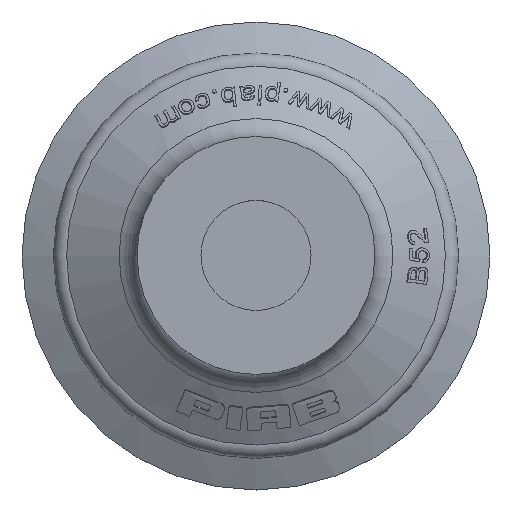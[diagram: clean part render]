
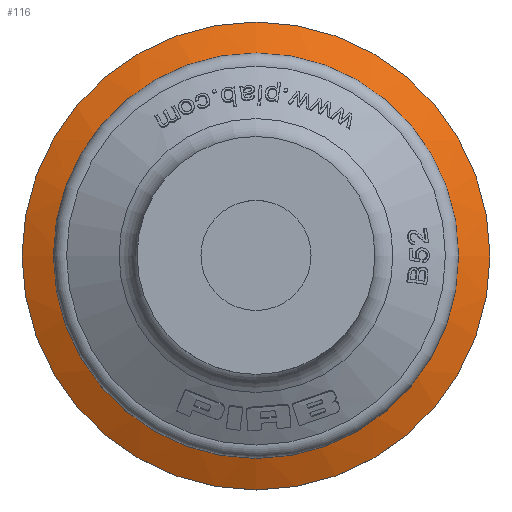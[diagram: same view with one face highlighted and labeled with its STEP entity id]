
A CAD part, top view. The second image highlights one B-rep face of the part: STEP entity #116.
In plain terms, the highlighted conical face has half-angle 64.804 degrees and reference radius 26.555 mm.
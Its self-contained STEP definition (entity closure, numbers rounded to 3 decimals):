
#116 = ADVANCED_FACE( '', ( #530, #531 ), #532, .T. );
#530 = FACE_BOUND( '', #1253, .T. );
#531 = FACE_OUTER_BOUND( '', #1254, .T. );
#532 = CONICAL_SURFACE( '', #1255, 26.555, 1.131 );
#1253 = EDGE_LOOP( '', ( #2719 ) );
#1254 = EDGE_LOOP( '', ( #2720 ) );
#1255 = AXIS2_PLACEMENT_3D( '', #2721, #2722, #2723 );
#2719 = ORIENTED_EDGE( '', *, *, #5170, .T. );
#2720 = ORIENTED_EDGE( '', *, *, #5168, .F. );
#2721 = CARTESIAN_POINT( '', ( 0., 0., -6. ) );
#2722 = DIRECTION( '', ( 0., 0., -1. ) );
#2723 = DIRECTION( '', ( -1., 0., 0. ) );
#5168 = EDGE_CURVE( '', #6302, #6302, #6303, .T. );
#5170 = EDGE_CURVE( '', #6306, #6306, #6307, .T. );
#6302 = VERTEX_POINT( '', #9215 );
#6303 = CIRCLE( '', #9216, 26.555 );
#6306 = VERTEX_POINT( '', #9219 );
#6307 = CIRCLE( '', #9220, 17.649 );
#9215 = CARTESIAN_POINT( '', ( -26.555, 0., -6. ) );
#9216 = AXIS2_PLACEMENT_3D( '', #11349, #11350, #11351 );
#9219 = CARTESIAN_POINT( '', ( -17.649, 0., -1.81 ) );
#9220 = AXIS2_PLACEMENT_3D( '', #11355, #11356, #11357 );
#11349 = CARTESIAN_POINT( '', ( 0., 0., -6. ) );
#11350 = DIRECTION( '', ( 0., 0., -1. ) );
#11351 = DIRECTION( '', ( -1., 0., 0. ) );
#11355 = CARTESIAN_POINT( '', ( 0., 0., -1.81 ) );
#11356 = DIRECTION( '', ( 0., 0., -1. ) );
#11357 = DIRECTION( '', ( -1., 0., 0. ) );
